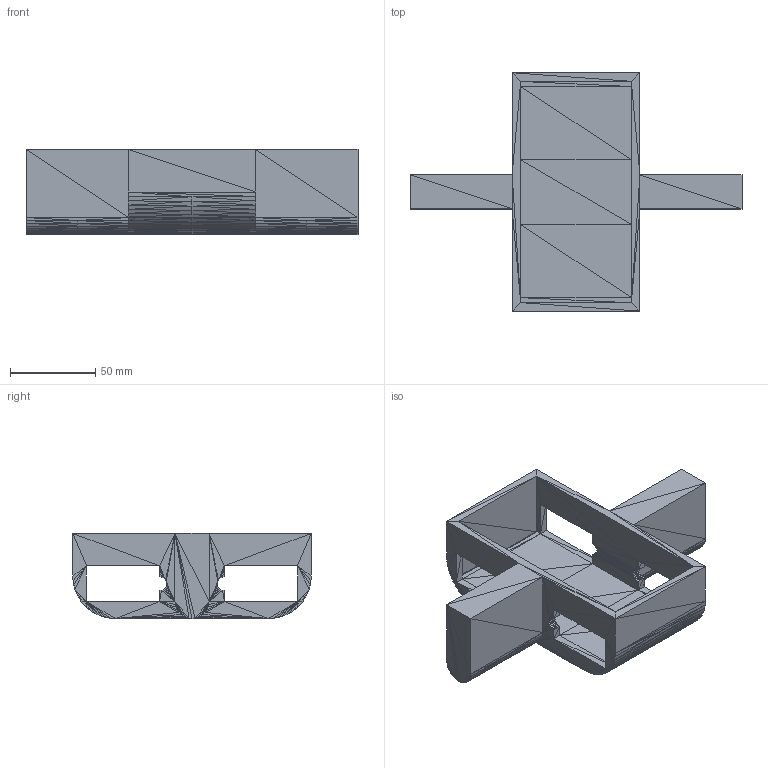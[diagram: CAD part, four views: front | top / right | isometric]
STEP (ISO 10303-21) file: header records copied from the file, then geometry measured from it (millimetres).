
FILE_DESCRIPTION((''),'2;1');
FILE_NAME('CenterNew', '2025-07-29T21:30:31', (''), (''), 'ImageToStl.com STEP Converter','', '');
FILE_SCHEMA(('AUTOMOTIVE_DESIGN_CC2'));
Length unit declared in the file: metre
Products named in the file (1): product0
Bounding box: 195 x 140 x 50 mm (x, y, z)
Surface area: 66940.6 mm2 (no closed solid volume)
Topology: 0 solids, 732 shells, 732 faces, 2196 edges, 356 vertices
Faces by surface type: plane 732
Entity records: 17583 total; most frequent: DIRECTION 3662, ORIENTED_EDGE 2196, EDGE_CURVE 2196, LINE 2196, VECTOR 2196, AXIS2_PLACEMENT_3D 733, STYLED_ITEM 733, FACE_SURFACE 732
